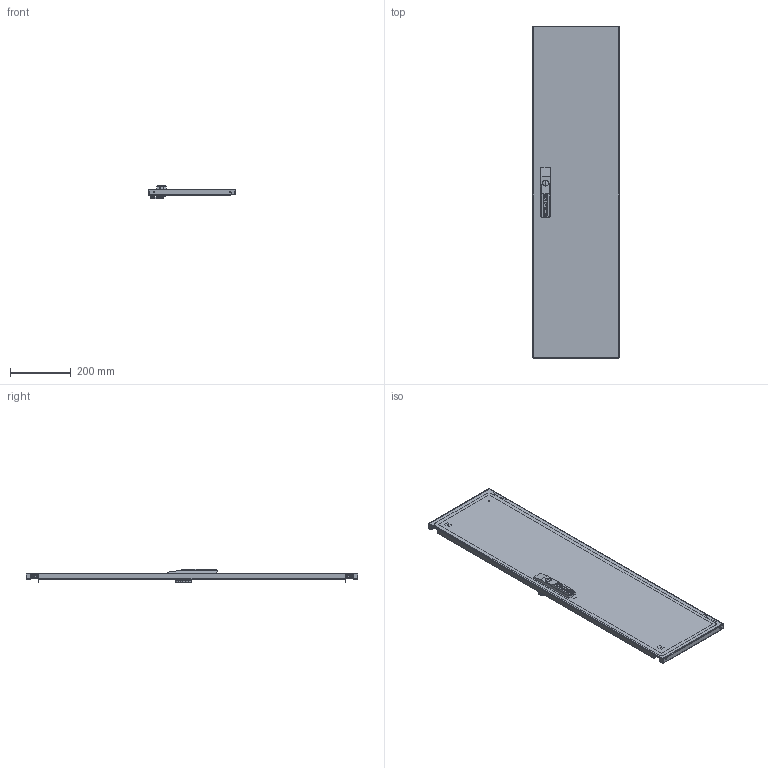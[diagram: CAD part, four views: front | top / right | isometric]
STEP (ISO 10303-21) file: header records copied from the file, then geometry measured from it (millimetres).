
FILE_DESCRIPTION(('STEP AP214'),'1');
FILE_NAME('cctmp_9E596D96-447A-4DC8-BB86-DEDD74A53D01_2023_07_22_15_41_34_0397..stp','2023-07-22T13:41:35',('SIEMENS A&D'),('CADClick - www.CADClick.com'),'Spatial InterOp 3D postprocessed',' ','unknown authorization');
FILE_SCHEMA(('AUTOMOTIVE_DESIGN'));
Length unit declared in the file: millimetre
Products named in the file (12): cc_unnamed; 2023_07_22_15_41_34_0357; 2023_07_22_15_41_34_0353; 2023_07_22_15_41_34_0349; 2023_07_22_15_41_34_0345; 2023_07_22_15_41_34_0341; 2023_07_22_15_41_34_0337; 2023_07_22_15_41_34_0333; 2023_07_22_15_41_34_0329; 2023_07_22_15_41_34_0325; 2023_07_22_15_41_34_0321; 2023_07_22_15_41_34_0317
Assembly tree (11 placements, depth 2):
  cc_unnamed
    2023_07_22_15_41_34_0357
    2023_07_22_15_41_34_0353
    2023_07_22_15_41_34_0349
    2023_07_22_15_41_34_0345
    2023_07_22_15_41_34_0341
    2023_07_22_15_41_34_0337
    2023_07_22_15_41_34_0333
    2023_07_22_15_41_34_0329
    2023_07_22_15_41_34_0325
    2023_07_22_15_41_34_0321
    2023_07_22_15_41_34_0317
Bounding box: 284.5 x 1096 x 45.51 mm (x, y, z)
Volume: 630924.2 mm3; surface area: 848004 mm2
Topology: 11 solids, 11 shells, 749 faces, 1996 edges, 1295 vertices
Faces by surface type: plane 440, cylinder 256, torus 42, cone 9, sphere 2
Entity records: 26174 total; most frequent: CARTESIAN_POINT 4389, DIRECTION 4118, ORIENTED_EDGE 3980, EDGE_CURVE 1990, AXIS2_PLACEMENT_3D 1386, LINE 1346, VECTOR 1346, VERTEX_POINT 1295
